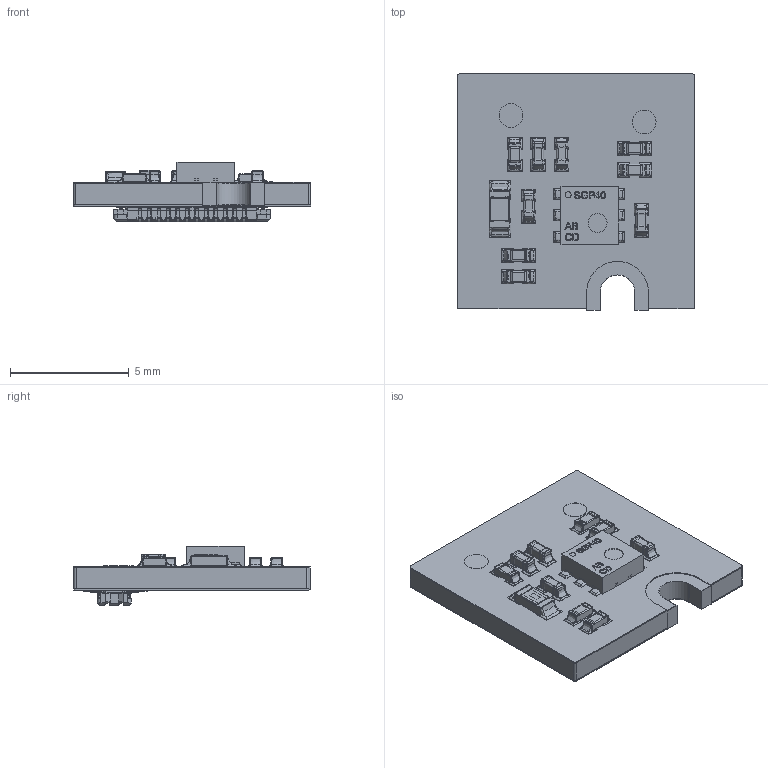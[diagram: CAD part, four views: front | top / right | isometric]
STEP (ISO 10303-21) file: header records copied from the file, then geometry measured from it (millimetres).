
FILE_DESCRIPTION(/* description */ (''),/* implementation_level */ '2;1');
FILE_NAME(/* name */ '3D_RAK12047_VB v9.step',/* time_stamp */ '2022-07-01T12:59:56+08:00',/* author */ (''),/* organization */ (''),/* preprocessor_version */ 'ST-DEVELOPER v19',/* originating_system */ 'Autodesk Translation Framework v11.7.0.108',/* authorisation */ '');
FILE_SCHEMA (('AUTOMOTIVE_DESIGN { 1 0 10303 214 3 1 1 }'));
Products named in the file (26): 3D_RAK12047_VB; BOARD_OUTLINE; COMPONENTS; SGP40-D-R4; 140076-00_Publikationsmodell SGP40; SR0402; SR0402_1; SR0402_2; SR0402_3; SR0402_4; RES-SM-CHIP; TEST_POINT; TEST_POINT_1; TEST-POINT-SM; J1 12; J1; axe624124; SMD CAP; SMD CAP_1; SMD CAP_2; SMD CAP_3; EMC; 270 v2; RES 1608 v6; R01; chrome v1 v1
Assembly tree (33 placements, depth 4):
  3D_RAK12047_VB
    BOARD_OUTLINE
    COMPONENTS
      SGP40-D-R4
        140076-00_Publikationsmodell SGP40
      SR0402
        RES-SM-CHIP
      SR0402_1
        RES-SM-CHIP
      SR0402_2
        RES-SM-CHIP
      SR0402_3
        RES-SM-CHIP
      SR0402_4
        RES-SM-CHIP
      TEST_POINT
        TEST-POINT-SM
      TEST_POINT_1
        TEST-POINT-SM
    J1 12
      J1
        axe624124
    SMD CAP
      EMC
    SMD CAP_1
      EMC
    SMD CAP_2
      EMC
    SMD CAP_3
      EMC
    270 v2
      RES 1608 v6
        R01
    chrome v1 v1
Bounding box: 10 x 9.95 x 2.52 mm (x, y, z)
Volume: 114.6 mm3; surface area: 877.5 mm2
Topology: 105 solids, 105 shells, 4331 faces, 10402 edges, 6180 vertices
Faces by surface type: cylinder 1525, plane 1367, bspline 771, torus 620, sphere 44, cone 4
Full cylindrical faces by diameter (mm): 0.25 x1, 0.8 x1, 1 x4
Entity records: 168992 total; most frequent: CARTESIAN_POINT 82077, ORIENTED_EDGE 18006, DIRECTION 17985, EDGE_CURVE 9003, AXIS2_PLACEMENT_3D 6710, VERTEX_POINT 5434, LINE 4565, VECTOR 4565
